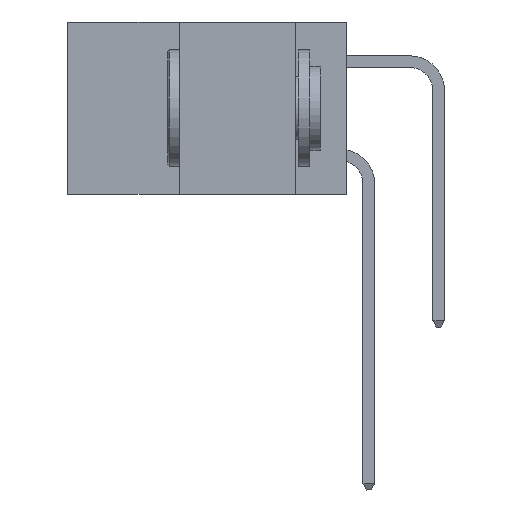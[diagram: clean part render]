
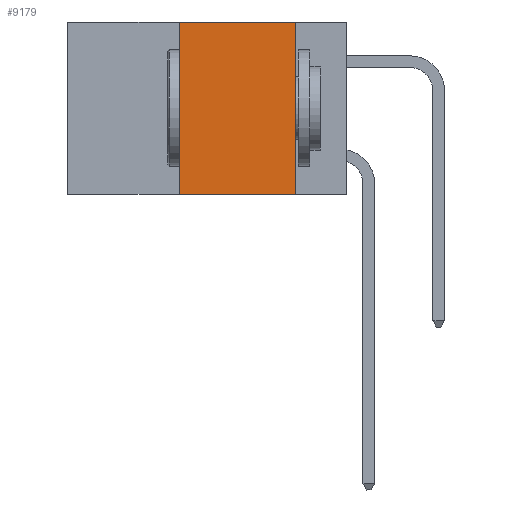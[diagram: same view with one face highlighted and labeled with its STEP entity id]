
A CAD part, left-side view. The second image highlights one B-rep face of the part: STEP entity #9179.
In plain terms, the highlighted planar face has unit normal (-1, 0, 0).
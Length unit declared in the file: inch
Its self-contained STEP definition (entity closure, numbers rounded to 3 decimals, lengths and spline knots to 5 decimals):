
#322 = EDGE_CURVE ( 'NONE', #410, #8669, #7962, .T. ) ;
#410 = VERTEX_POINT ( 'NONE', #7879 ) ;
#830 = CARTESIAN_POINT ( 'NONE',  ( 0., 0.11, 0. ) ) ;
#1285 = LINE ( 'NONE', #10540, #5794 ) ;
#2382 = ORIENTED_EDGE ( 'NONE', *, *, #5961, .F. ) ;
#2506 = DIRECTION ( 'NONE',  ( 0., -1., 0. ) ) ;
#2523 = CARTESIAN_POINT ( 'NONE',  ( 0., 0.6, 0. ) ) ;
#2808 = DIRECTION ( 'NONE',  ( 0., 0., -1. ) ) ;
#2845 = CARTESIAN_POINT ( 'NONE',  ( 0., 0.11, 0. ) ) ;
#3181 = FACE_OUTER_BOUND ( 'NONE', #12747, .T. ) ;
#3453 = ORIENTED_EDGE ( 'NONE', *, *, #322, .F. ) ;
#3974 = AXIS2_PLACEMENT_3D ( 'NONE', #10142, #6633, #14769 ) ;
#4245 = VERTEX_POINT ( 'NONE', #11089 ) ;
#4801 = EDGE_CURVE ( 'NONE', #8669, #10583, #6133, .T. ) ;
#5794 = VECTOR ( 'NONE', #8180, 39.37008 ) ;
#5961 = EDGE_CURVE ( 'NONE', #10583, #4245, #14448, .T. ) ;
#6133 = LINE ( 'NONE', #2523, #9622 ) ;
#6633 = DIRECTION ( 'NONE',  ( 1., 0., 0. ) ) ;
#6914 = CARTESIAN_POINT ( 'NONE',  ( 0., 0.36, 0. ) ) ;
#7879 = CARTESIAN_POINT ( 'NONE',  ( 0., 0.36, -0.37 ) ) ;
#7962 = LINE ( 'NONE', #10953, #10772 ) ;
#8180 = DIRECTION ( 'NONE',  ( 0., -1., 0. ) ) ;
#8669 = VERTEX_POINT ( 'NONE', #6914 ) ;
#8839 = ORIENTED_EDGE ( 'NONE', *, *, #13286, .T. ) ;
#9179 = ADVANCED_FACE ( 'NONE', ( #3181 ), #13638, .F. ) ;
#9622 = VECTOR ( 'NONE', #2506, 39.37008 ) ;
#10142 = CARTESIAN_POINT ( 'NONE',  ( 0., 0.6, 0. ) ) ;
#10540 = CARTESIAN_POINT ( 'NONE',  ( 0., 0.6, -0.37 ) ) ;
#10583 = VERTEX_POINT ( 'NONE', #830 ) ;
#10772 = VECTOR ( 'NONE', #14512, 39.37008 ) ;
#10953 = CARTESIAN_POINT ( 'NONE',  ( 0., 0.36, 0. ) ) ;
#11089 = CARTESIAN_POINT ( 'NONE',  ( 0., 0.11, -0.37 ) ) ;
#11465 = VECTOR ( 'NONE', #2808, 39.37008 ) ;
#12747 = EDGE_LOOP ( 'NONE', ( #2382, #13565, #3453, #8839 ) ) ;
#13286 = EDGE_CURVE ( 'NONE', #410, #4245, #1285, .T. ) ;
#13565 = ORIENTED_EDGE ( 'NONE', *, *, #4801, .F. ) ;
#13638 = PLANE ( 'NONE',  #3974 ) ;
#14448 = LINE ( 'NONE', #2845, #11465 ) ;
#14512 = DIRECTION ( 'NONE',  ( 0., 0., 1. ) ) ;
#14769 = DIRECTION ( 'NONE',  ( 0., 0., -1. ) ) ;
